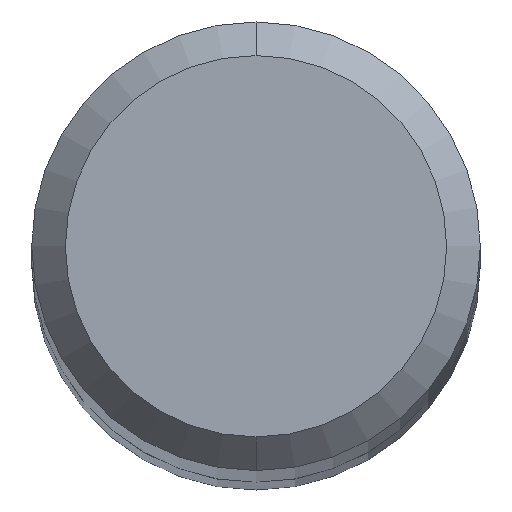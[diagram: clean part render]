
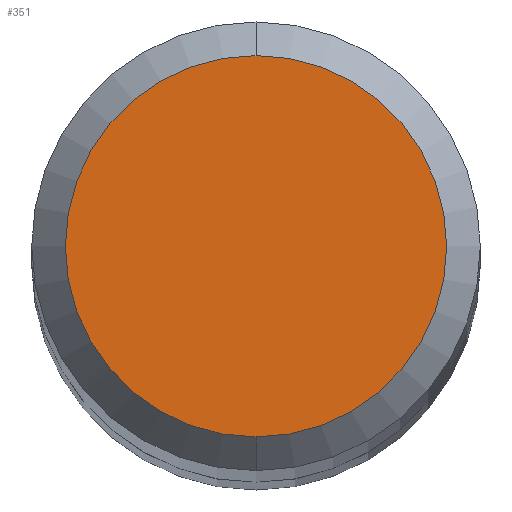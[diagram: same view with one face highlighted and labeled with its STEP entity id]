
A CAD part, top view. The second image highlights one B-rep face of the part: STEP entity #351.
In plain terms, the highlighted planar face has unit normal (0, 0, 1).
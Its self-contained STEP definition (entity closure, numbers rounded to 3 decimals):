
#253=VERTEX_POINT('',#537);
#255=VERTEX_POINT('',#539);
#267=EDGE_CURVE('',#253,#255,#552,.T.);
#323=EDGE_CURVE('',#255,#253,#613,.T.);
#351=ADVANCED_FACE('',(#642),#643,.T.);
#537=CARTESIAN_POINT('',(0.0,1.7,0.0));
#539=CARTESIAN_POINT('',(0.,-1.7,0.0));
#552=CIRCLE('',#1003,1.7);
#613=CIRCLE('',#1092,1.7);
#642=FACE_OUTER_BOUND('',#1130,.T.);
#643=PLANE('',#1131);
#1003=AXIS2_PLACEMENT_3D('',#1427,#1428,#1429);
#1092=AXIS2_PLACEMENT_3D('',#1497,#1498,#1499);
#1130=EDGE_LOOP('',(#1525,#1526));
#1131=AXIS2_PLACEMENT_3D('',#1527,#1528,#1529);
#1427=CARTESIAN_POINT('',(0.0,0.0,0.0));
#1428=DIRECTION('',(0.0,0.0,-1.0));
#1429=DIRECTION('',(0.0,1.0,0.0));
#1497=CARTESIAN_POINT('',(0.0,0.0,0.0));
#1498=DIRECTION('',(0.0,0.0,-1.0));
#1499=DIRECTION('',(0.0,1.0,0.0));
#1525=ORIENTED_EDGE('',*,*,#267,.F.);
#1526=ORIENTED_EDGE('',*,*,#323,.F.);
#1527=CARTESIAN_POINT('',(0.0,0.85,0.0));
#1528=DIRECTION('',(-0.0,0.0,1.0));
#1529=DIRECTION('',(0.0,-1.0,0.0));
